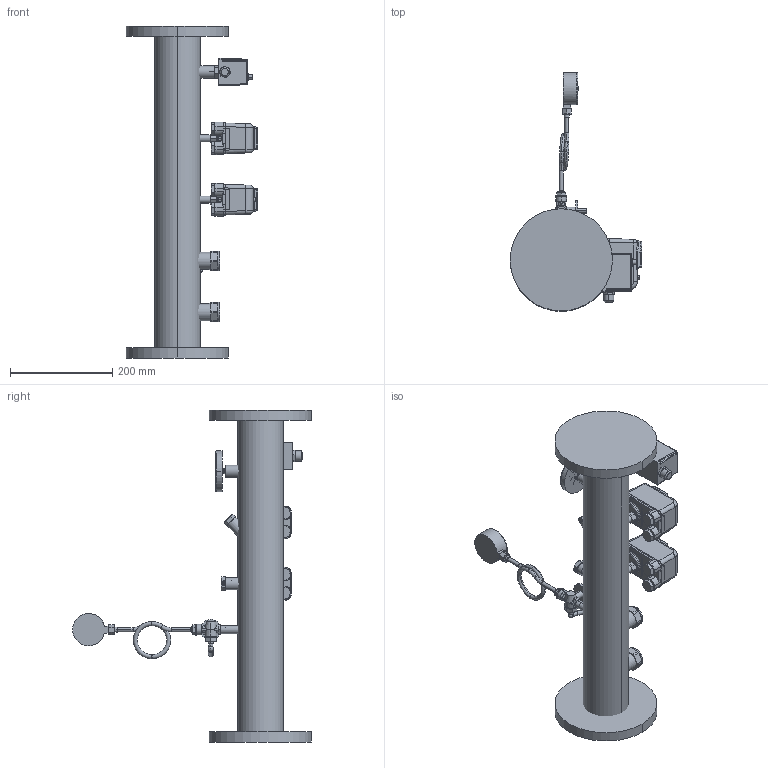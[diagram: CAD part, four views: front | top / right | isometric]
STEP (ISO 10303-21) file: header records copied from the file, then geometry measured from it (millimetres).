
FILE_DESCRIPTION (( 'STEP AP203' ), '1' );
FILE_NAME ('TRI080.STEP', '2023-03-22T13:25:23', ( '' ), ( '' ), 'SwSTEP 2.0', 'SolidWorks 2021', '' );
FILE_SCHEMA (( 'CONFIG_CONTROL_DESIGN' ));
Products named in the file (1): TRI080
Bounding box: 257.5 x 467.5 x 650 mm (x, y, z)
Volume: 6690079.8 mm3; surface area: 565366.3 mm2
Topology: 28 solids, 28 shells, 2303 faces, 5808 edges, 3789 vertices
Faces by surface type: plane 1279, bspline 611, cylinder 254, cone 74, torus 66, sphere 19
Entity records: 101445 total; most frequent: CARTESIAN_POINT 50296, ORIENTED_EDGE 11570, DIRECTION 8435, EDGE_CURVE 5785, VERTEX_POINT 3785, VECTOR 3609, LINE 3609, EDGE_LOOP 2554
